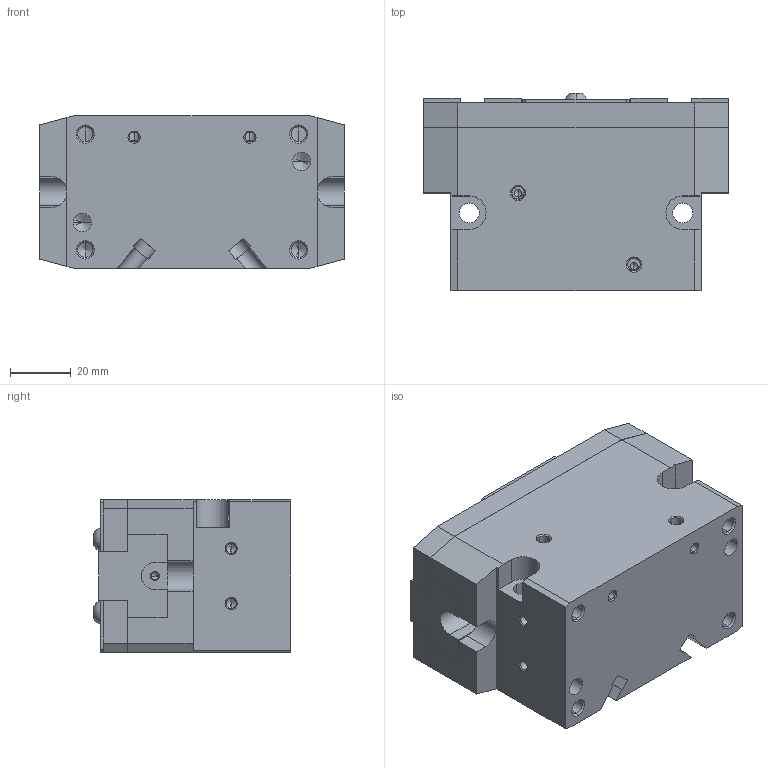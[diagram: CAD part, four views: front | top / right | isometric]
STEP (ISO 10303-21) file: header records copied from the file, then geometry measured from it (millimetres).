
FILE_DESCRIPTION( ( '' ), '1' );
FILE_NAME( 'qpg210s_op100snc_0_2_14a.stp', '2010-10-25T14:15:09', ( '' ), ( '' ), ' ', ' ', ' ' );
FILE_SCHEMA( ( 'automotive_design' ) );
Length unit declared in the file: millimetre
Products named in the file (3): 1; 2; 3
Bounding box: 100 x 64.7 x 50 mm (x, y, z)
Volume: 256176 mm3; surface area: 53240.1 mm2
Topology: 3 solids, 3 shells, 356 faces, 912 edges, 554 vertices
Faces by surface type: plane 182, cone 88, cylinder 82, torus 4
Entity records: 20803 total; most frequent: CARTESIAN_POINT 2168, DIRECTION 1804, STYLED_ITEM 1785, PRESENTATION_STYLE_ASSIGNMENT 1785, COLOUR_RGB 1785, ORIENTED_EDGE 1744, EDGE_CURVE 872, CURVE_STYLE 872
